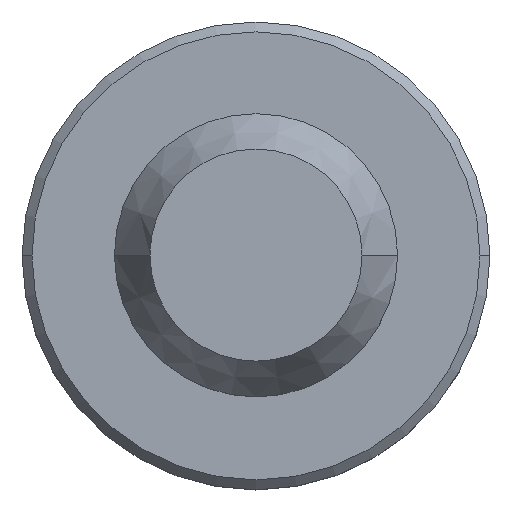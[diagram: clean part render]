
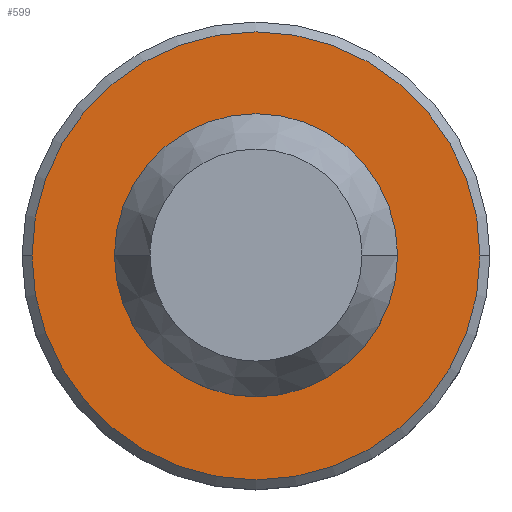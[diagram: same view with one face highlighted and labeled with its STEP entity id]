
A CAD part, top view. The second image highlights one B-rep face of the part: STEP entity #599.
In plain terms, the highlighted planar face has unit normal (0, 0, 1).
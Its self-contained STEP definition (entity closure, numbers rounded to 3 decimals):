
#9 = CARTESIAN_POINT ( 'NONE',  ( -18.2, 0., -35. ) ) ;
#55 = EDGE_CURVE ( 'NONE', #619, #1129, #770, .T. ) ;
#92 = AXIS2_PLACEMENT_3D ( 'NONE', #951, #940, #281 ) ;
#104 = DIRECTION ( 'NONE',  ( 0., 0., 1. ) ) ;
#108 = EDGE_LOOP ( 'NONE', ( #587, #156 ) ) ;
#114 = EDGE_CURVE ( 'NONE', #712, #176, #605, .T. ) ;
#124 = AXIS2_PLACEMENT_3D ( 'NONE', #502, #104, #1114 ) ;
#156 = ORIENTED_EDGE ( 'NONE', *, *, #1169, .T. ) ;
#176 = VERTEX_POINT ( 'NONE', #1081 ) ;
#201 = CIRCLE ( 'NONE', #124, 10.5 ) ;
#230 = AXIS2_PLACEMENT_3D ( 'NONE', #1101, #1110, #367 ) ;
#281 = DIRECTION ( 'NONE',  ( 1., 0., 0. ) ) ;
#367 = DIRECTION ( 'NONE',  ( -1., 0., 0. ) ) ;
#411 = EDGE_CURVE ( 'NONE', #1129, #619, #201, .T. ) ;
#419 = CARTESIAN_POINT ( 'NONE',  ( 10.5, 0., -35. ) ) ;
#483 = DIRECTION ( 'NONE',  ( 1., 0., 0. ) ) ;
#502 = CARTESIAN_POINT ( 'NONE',  ( 0., 0., -35. ) ) ;
#542 = EDGE_LOOP ( 'NONE', ( #906, #692 ) ) ;
#587 = ORIENTED_EDGE ( 'NONE', *, *, #114, .T. ) ;
#599 = ADVANCED_FACE ( 'NONE', ( #958, #991 ), #818, .F. ) ;
#605 = CIRCLE ( 'NONE', #92, 18.2 ) ;
#619 = VERTEX_POINT ( 'NONE', #924 ) ;
#666 = DIRECTION ( 'NONE',  ( 0., 0., 1. ) ) ;
#692 = ORIENTED_EDGE ( 'NONE', *, *, #55, .F. ) ;
#712 = VERTEX_POINT ( 'NONE', #9 ) ;
#723 = AXIS2_PLACEMENT_3D ( 'NONE', #756, #666, #483 ) ;
#728 = DIRECTION ( 'NONE',  ( 1., 0., 0. ) ) ;
#756 = CARTESIAN_POINT ( 'NONE',  ( 0., 0., -35. ) ) ;
#770 = CIRCLE ( 'NONE', #723, 10.5 ) ;
#818 = PLANE ( 'NONE',  #230 ) ;
#822 = CARTESIAN_POINT ( 'NONE',  ( 0., 0., -35. ) ) ;
#906 = ORIENTED_EDGE ( 'NONE', *, *, #411, .F. ) ;
#924 = CARTESIAN_POINT ( 'NONE',  ( -10.5, 0., -35. ) ) ;
#930 = DIRECTION ( 'NONE',  ( 0., 0., 1. ) ) ;
#940 = DIRECTION ( 'NONE',  ( 0., 0., 1. ) ) ;
#951 = CARTESIAN_POINT ( 'NONE',  ( 0., 0., -35. ) ) ;
#958 = FACE_BOUND ( 'NONE', #542, .T. ) ;
#991 = FACE_OUTER_BOUND ( 'NONE', #108, .T. ) ;
#1020 = AXIS2_PLACEMENT_3D ( 'NONE', #822, #930, #728 ) ;
#1081 = CARTESIAN_POINT ( 'NONE',  ( 18.2, 0., -35. ) ) ;
#1101 = CARTESIAN_POINT ( 'NONE',  ( 0., 10.5, -35. ) ) ;
#1110 = DIRECTION ( 'NONE',  ( 0., 0., -1. ) ) ;
#1114 = DIRECTION ( 'NONE',  ( 1., 0., 0. ) ) ;
#1129 = VERTEX_POINT ( 'NONE', #419 ) ;
#1160 = CIRCLE ( 'NONE', #1020, 18.2 ) ;
#1169 = EDGE_CURVE ( 'NONE', #176, #712, #1160, .T. ) ;
